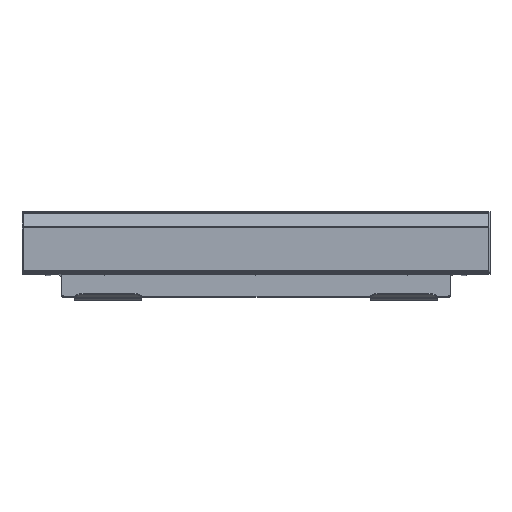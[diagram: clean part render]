
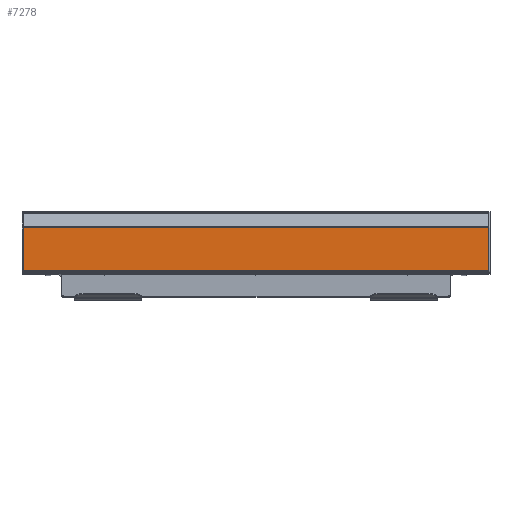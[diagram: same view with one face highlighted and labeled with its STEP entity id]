
A CAD part, top view. The second image highlights one B-rep face of the part: STEP entity #7278.
In plain terms, the highlighted planar face has unit normal (0, 0, 1).
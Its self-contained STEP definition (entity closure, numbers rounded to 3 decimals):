
#248 = FACE_OUTER_BOUND ( 'NONE', #631, .T. ) ;
#364 = CARTESIAN_POINT ( 'NONE',  ( 277.5, -19.054, 493. ) ) ;
#416 = DIRECTION ( 'NONE',  ( 0., -1., 0. ) ) ;
#631 = EDGE_LOOP ( 'NONE', ( #3358, #3726, #10793, #935 ) ) ;
#935 = ORIENTED_EDGE ( 'NONE', *, *, #6948, .T. ) ;
#1243 = EDGE_CURVE ( 'NONE', #2911, #3310, #6710, .T. ) ;
#1507 = PLANE ( 'NONE',  #4741 ) ;
#2289 = CARTESIAN_POINT ( 'NONE',  ( -277.5, -19.054, 493. ) ) ;
#2406 = VECTOR ( 'NONE', #9694, 1000. ) ;
#2911 = VERTEX_POINT ( 'NONE', #364 ) ;
#2925 = VECTOR ( 'NONE', #9309, 1000. ) ;
#3222 = CARTESIAN_POINT ( 'NONE',  ( 277.5, -19.054, 493. ) ) ;
#3310 = VERTEX_POINT ( 'NONE', #9420 ) ;
#3358 = ORIENTED_EDGE ( 'NONE', *, *, #5544, .T. ) ;
#3726 = ORIENTED_EDGE ( 'NONE', *, *, #1243, .F. ) ;
#3761 = LINE ( 'NONE', #14450, #2406 ) ;
#4142 = CARTESIAN_POINT ( 'NONE',  ( -277.5, -19.054, 493. ) ) ;
#4741 = AXIS2_PLACEMENT_3D ( 'NONE', #11150, #12094, #5041 ) ;
#5041 = DIRECTION ( 'NONE',  ( 1., 0., 0. ) ) ;
#5544 = EDGE_CURVE ( 'NONE', #14892, #3310, #3761, .T. ) ;
#5693 = VERTEX_POINT ( 'NONE', #4142 ) ;
#6710 = LINE ( 'NONE', #3222, #2925 ) ;
#6948 = EDGE_CURVE ( 'NONE', #5693, #14892, #10102, .T. ) ;
#7085 = EDGE_CURVE ( 'NONE', #5693, #2911, #11770, .T. ) ;
#7104 = DIRECTION ( 'NONE',  ( 1., 0., 0. ) ) ;
#7278 = ADVANCED_FACE ( 'NONE', ( #248 ), #1507, .T. ) ;
#7901 = CARTESIAN_POINT ( 'NONE',  ( -277.5, -19.054, 493. ) ) ;
#8237 = CARTESIAN_POINT ( 'NONE',  ( -277.5, -69.906, 493. ) ) ;
#8532 = VECTOR ( 'NONE', #7104, 1000. ) ;
#9309 = DIRECTION ( 'NONE',  ( 0., -1., 0. ) ) ;
#9420 = CARTESIAN_POINT ( 'NONE',  ( 277.5, -69.906, 493. ) ) ;
#9694 = DIRECTION ( 'NONE',  ( 1., 0., 0. ) ) ;
#10102 = LINE ( 'NONE', #7901, #12816 ) ;
#10793 = ORIENTED_EDGE ( 'NONE', *, *, #7085, .F. ) ;
#11150 = CARTESIAN_POINT ( 'NONE',  ( -277.5, -19.054, 493. ) ) ;
#11770 = LINE ( 'NONE', #2289, #8532 ) ;
#12094 = DIRECTION ( 'NONE',  ( 0., 0., 1. ) ) ;
#12816 = VECTOR ( 'NONE', #416, 1000. ) ;
#14450 = CARTESIAN_POINT ( 'NONE',  ( -277.5, -69.906, 493. ) ) ;
#14892 = VERTEX_POINT ( 'NONE', #8237 ) ;
